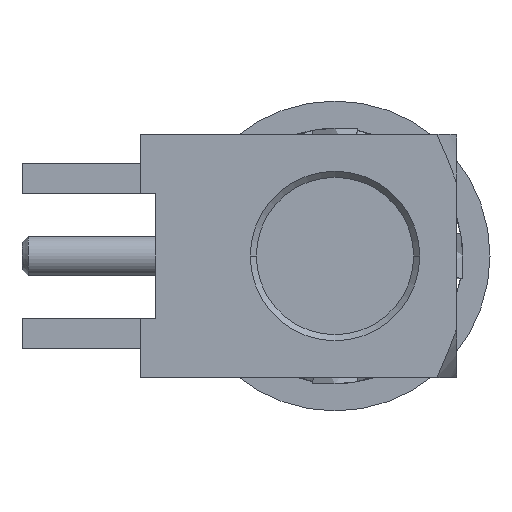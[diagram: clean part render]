
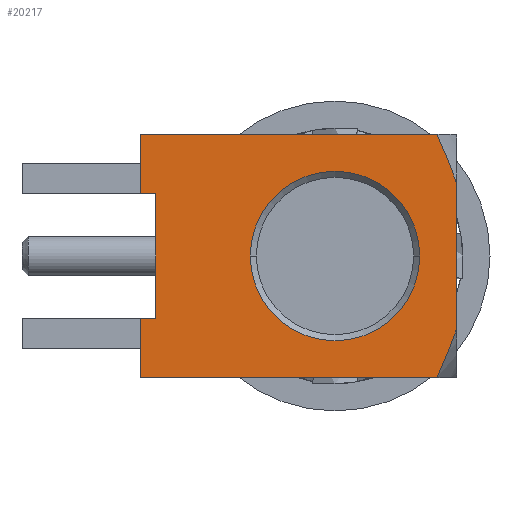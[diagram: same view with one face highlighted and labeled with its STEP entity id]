
A CAD part, left-side view. The second image highlights one B-rep face of the part: STEP entity #20217.
In plain terms, the highlighted planar face has unit normal (-1, 0, 0).
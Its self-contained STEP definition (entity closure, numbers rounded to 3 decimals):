
#7158=DIRECTION('',(0.,1.,0.));
#7159=VECTOR('',#7158,9.752);
#7160=CARTESIAN_POINT('',(-5.4,-3.352,4.));
#7161=LINE('',#7160,#7159);
#7246=DIRECTION('',(0.,1.,0.));
#7247=VECTOR('',#7246,9.752);
#7248=CARTESIAN_POINT('',(-5.4,-3.352,-4.));
#7249=LINE('',#7248,#7247);
#7336=DIRECTION('',(0.,0.,-1.));
#7337=VECTOR('',#7336,4.1);
#7338=CARTESIAN_POINT('',(-5.4,5.9,2.05));
#7339=LINE('',#7338,#7337);
#7394=CARTESIAN_POINT('',(-5.4,0.,0.));
#7395=DIRECTION('',(-1.,0.,0.));
#7396=DIRECTION('',(0.,-1.,0.));
#7397=AXIS2_PLACEMENT_3D('',#7394,#7395,#7396);
#7399=CARTESIAN_POINT('',(-5.4,0.,0.));
#7400=DIRECTION('',(-1.,0.,0.));
#7401=DIRECTION('',(0.,1.,0.));
#7402=AXIS2_PLACEMENT_3D('',#7399,#7400,#7401);
#7404=CARTESIAN_POINT('',(-5.4,-4.,-2.4));
#7405=CARTESIAN_POINT('',(-5.4,-3.96,-2.516));
#7406=CARTESIAN_POINT('',(-5.4,-3.873,-2.755));
#7407=CARTESIAN_POINT('',(-5.4,-3.726,-3.131));
#7408=CARTESIAN_POINT('',(-5.4,-3.556,-3.539));
#7409=CARTESIAN_POINT('',(-5.4,-3.423,-3.842));
#7410=CARTESIAN_POINT('',(-5.4,-3.352,-4.));
#7417=DIRECTION('',(0.,0.,-1.));
#7418=VECTOR('',#7417,4.8);
#7419=CARTESIAN_POINT('',(-5.4,-4.,2.4));
#7420=LINE('',#7419,#7418);
#7431=CARTESIAN_POINT('',(-5.4,-3.352,4.));
#7432=CARTESIAN_POINT('',(-5.4,-3.424,3.84));
#7433=CARTESIAN_POINT('',(-5.4,-3.559,3.534));
#7434=CARTESIAN_POINT('',(-5.4,-3.729,3.124));
#7435=CARTESIAN_POINT('',(-5.4,-3.875,2.75));
#7436=CARTESIAN_POINT('',(-5.4,-3.961,2.514));
#7437=CARTESIAN_POINT('',(-5.4,-4.,2.4));
#7444=DIRECTION('',(0.,0.,-1.));
#7445=VECTOR('',#7444,1.95);
#7446=CARTESIAN_POINT('',(-5.4,6.4,-2.05));
#7447=LINE('',#7446,#7445);
#7468=DIRECTION('',(0.,1.,0.));
#7469=VECTOR('',#7468,0.5);
#7470=CARTESIAN_POINT('',(-5.4,5.9,-2.05));
#7471=LINE('',#7470,#7469);
#7504=DIRECTION('',(0.,1.,0.));
#7505=VECTOR('',#7504,0.5);
#7506=CARTESIAN_POINT('',(-5.4,5.9,2.05));
#7507=LINE('',#7506,#7505);
#7520=DIRECTION('',(0.,0.,-1.));
#7521=VECTOR('',#7520,1.95);
#7522=CARTESIAN_POINT('',(-5.4,6.4,4.));
#7523=LINE('',#7522,#7521);
#11502=CARTESIAN_POINT('',(-5.4,-4.,2.4));
#11503=CARTESIAN_POINT('',(-5.4,-4.,-2.4));
#11504=VERTEX_POINT('',#11502);
#11505=VERTEX_POINT('',#11503);
#11506=CARTESIAN_POINT('',(-5.4,5.9,2.05));
#11507=CARTESIAN_POINT('',(-5.4,5.9,-2.05));
#11508=VERTEX_POINT('',#11506);
#11509=VERTEX_POINT('',#11507);
#11510=CARTESIAN_POINT('',(-5.4,-3.352,4.));
#11511=CARTESIAN_POINT('',(-5.4,6.4,4.));
#11512=VERTEX_POINT('',#11510);
#11513=VERTEX_POINT('',#11511);
#11514=CARTESIAN_POINT('',(-5.4,-3.352,-4.));
#11515=CARTESIAN_POINT('',(-5.4,6.4,-4.));
#11516=VERTEX_POINT('',#11514);
#11517=VERTEX_POINT('',#11515);
#11518=CARTESIAN_POINT('',(-5.4,6.4,2.05));
#11519=VERTEX_POINT('',#11518);
#11520=CARTESIAN_POINT('',(-5.4,6.4,-2.05));
#11521=VERTEX_POINT('',#11520);
#11522=CARTESIAN_POINT('',(-5.4,-2.79,0.));
#11523=CARTESIAN_POINT('',(-5.4,2.79,0.));
#11524=VERTEX_POINT('',#11522);
#11525=VERTEX_POINT('',#11523);
#20187=CARTESIAN_POINT('',(-5.4,6.4,4.));
#20188=DIRECTION('',(1.,0.,0.));
#20189=DIRECTION('',(0.,0.,-1.));
#20190=AXIS2_PLACEMENT_3D('',#20187,#20188,#20189);
#20191=PLANE('',#20190);
#20193=ORIENTED_EDGE('',*,*,#20192,.T.);
#20194=ORIENTED_EDGE('',*,*,#20053,.T.);
#20196=ORIENTED_EDGE('',*,*,#20195,.F.);
#20198=ORIENTED_EDGE('',*,*,#20197,.F.);
#20199=ORIENTED_EDGE('',*,*,#20159,.F.);
#20201=ORIENTED_EDGE('',*,*,#20200,.T.);
#20203=ORIENTED_EDGE('',*,*,#20202,.F.);
#20204=ORIENTED_EDGE('',*,*,#19976,.F.);
#20206=ORIENTED_EDGE('',*,*,#20205,.T.);
#20208=ORIENTED_EDGE('',*,*,#20207,.T.);
#20209=EDGE_LOOP('',(#20193,#20194,#20196,#20198,#20199,#20201,#20203,#20204,
#20206,#20208));
#20210=FACE_OUTER_BOUND('',#20209,.F.);
#20212=ORIENTED_EDGE('',*,*,#20211,.T.);
#20214=ORIENTED_EDGE('',*,*,#20213,.T.);
#20215=EDGE_LOOP('',(#20212,#20214));
#20216=FACE_BOUND('',#20215,.F.);
#20217=ADVANCED_FACE('',(#20210,#20216),#20191,.F.);
#7398=CIRCLE('',#7397,2.79);
#7403=CIRCLE('',#7402,2.79);
#7411=B_SPLINE_CURVE_WITH_KNOTS('',3,(#7404,#7405,#7406,#7407,#7408,#7409,
#7410),.UNSPECIFIED.,.F.,.F.,(4,1,1,1,4),(0.,0.25,0.5,0.75,1.),
.UNSPECIFIED.);
#7438=B_SPLINE_CURVE_WITH_KNOTS('',3,(#7431,#7432,#7433,#7434,#7435,#7436,
#7437),.UNSPECIFIED.,.F.,.F.,(4,1,1,1,4),(0.,0.25,0.5,0.75,1.),
.UNSPECIFIED.);
#19976=EDGE_CURVE('',#11512,#11513,#7161,.T.);
#20053=EDGE_CURVE('',#11516,#11517,#7249,.T.);
#20159=EDGE_CURVE('',#11508,#11509,#7339,.T.);
#20192=EDGE_CURVE('',#11505,#11516,#7411,.T.);
#20195=EDGE_CURVE('',#11521,#11517,#7447,.T.);
#20197=EDGE_CURVE('',#11509,#11521,#7471,.T.);
#20200=EDGE_CURVE('',#11508,#11519,#7507,.T.);
#20202=EDGE_CURVE('',#11513,#11519,#7523,.T.);
#20205=EDGE_CURVE('',#11512,#11504,#7438,.T.);
#20207=EDGE_CURVE('',#11504,#11505,#7420,.T.);
#20211=EDGE_CURVE('',#11524,#11525,#7398,.T.);
#20213=EDGE_CURVE('',#11525,#11524,#7403,.T.);
